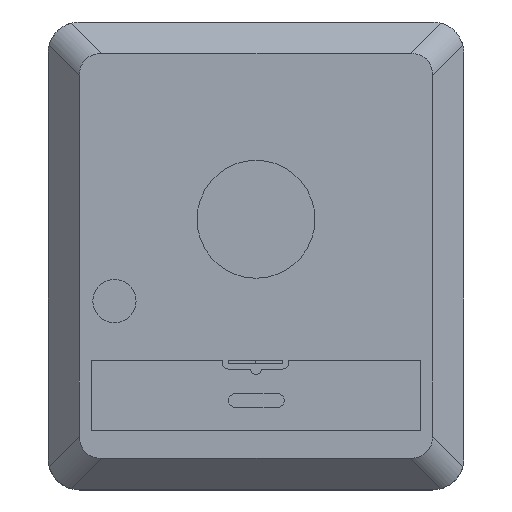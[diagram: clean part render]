
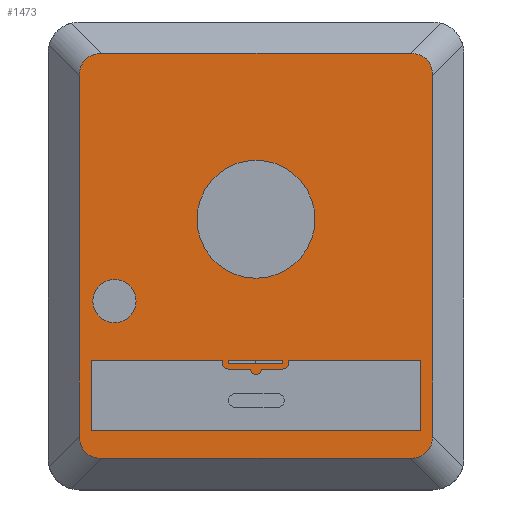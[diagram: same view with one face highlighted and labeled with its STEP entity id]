
A CAD part, top view. The second image highlights one B-rep face of the part: STEP entity #1473.
In plain terms, the highlighted planar face has unit normal (0, 0, 1).
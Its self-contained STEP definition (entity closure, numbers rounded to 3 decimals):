
#336 = VERTEX_POINT('',#337);
#337 = CARTESIAN_POINT('',(559.5,188.,0.));
#343 = EDGE_CURVE('',#344,#336,#346,.T.);
#344 = VERTEX_POINT('',#345);
#345 = CARTESIAN_POINT('',(409.5,188.,0.));
#346 = CIRCLE('',#347,75.);
#347 = AXIS2_PLACEMENT_3D('',#348,#349,#350);
#348 = CARTESIAN_POINT('',(484.5,188.,0.));
#349 = DIRECTION('',(0.,0.,1.));
#350 = DIRECTION('',(1.,0.,-0.));
#394 = VERTEX_POINT('',#395);
#395 = CARTESIAN_POINT('',(332.,84.,0.));
#401 = EDGE_CURVE('',#402,#394,#404,.T.);
#402 = VERTEX_POINT('',#403);
#403 = CARTESIAN_POINT('',(277.,84.,0.));
#404 = CIRCLE('',#405,27.5);
#405 = AXIS2_PLACEMENT_3D('',#406,#407,#408);
#406 = CARTESIAN_POINT('',(304.5,84.,0.));
#407 = DIRECTION('',(0.,0.,1.));
#408 = DIRECTION('',(1.,0.,-0.));
#568 = EDGE_CURVE('',#569,#571,#573,.T.);
#569 = VERTEX_POINT('',#570);
#570 = CARTESIAN_POINT('',(526.,9.,0.));
#571 = VERTEX_POINT('',#572);
#572 = CARTESIAN_POINT('',(694.,9.,0.));
#573 = LINE('',#574,#575);
#574 = CARTESIAN_POINT('',(0.,9.,0.));
#575 = VECTOR('',#576,1.);
#576 = DIRECTION('',(1.,0.,0.));
#599 = EDGE_CURVE('',#600,#602,#604,.T.);
#600 = VERTEX_POINT('',#601);
#601 = CARTESIAN_POINT('',(275.,-81.,0.));
#602 = VERTEX_POINT('',#603);
#603 = CARTESIAN_POINT('',(275.,9.,0.));
#604 = LINE('',#605,#606);
#605 = CARTESIAN_POINT('',(275.,0.,0.));
#606 = VECTOR('',#607,1.);
#607 = DIRECTION('',(0.,1.,0.));
#630 = EDGE_CURVE('',#631,#600,#633,.T.);
#631 = VERTEX_POINT('',#632);
#632 = CARTESIAN_POINT('',(694.,-81.,0.));
#633 = LINE('',#634,#635);
#634 = CARTESIAN_POINT('',(0.,-81.,0.));
#635 = VECTOR('',#636,1.);
#636 = DIRECTION('',(-1.,0.,0.));
#654 = EDGE_CURVE('',#571,#631,#655,.T.);
#655 = LINE('',#656,#657);
#656 = CARTESIAN_POINT('',(694.,0.,0.));
#657 = VECTOR('',#658,1.);
#658 = DIRECTION('',(0.,-1.,0.));
#672 = VERTEX_POINT('',#673);
#673 = CARTESIAN_POINT('',(442.,9.,0.));
#679 = EDGE_CURVE('',#602,#672,#680,.T.);
#680 = LINE('',#681,#682);
#681 = CARTESIAN_POINT('',(0.,9.,0.));
#682 = VECTOR('',#683,1.);
#683 = DIRECTION('',(1.,0.,0.));
#697 = VERTEX_POINT('',#698);
#698 = CARTESIAN_POINT('',(442.,5.,0.));
#704 = EDGE_CURVE('',#697,#672,#705,.T.);
#705 = LINE('',#706,#707);
#706 = CARTESIAN_POINT('',(442.,-81.,0.));
#707 = VECTOR('',#708,1.);
#708 = DIRECTION('',(0.,1.,0.));
#721 = VERTEX_POINT('',#722);
#722 = CARTESIAN_POINT('',(449.5,-2.5,0.));
#728 = EDGE_CURVE('',#697,#721,#729,.T.);
#729 = CIRCLE('',#730,7.5);
#730 = AXIS2_PLACEMENT_3D('',#731,#732,#733);
#731 = CARTESIAN_POINT('',(449.5,5.,0.));
#732 = DIRECTION('',(0.,0.,1.));
#733 = DIRECTION('',(1.,0.,-0.));
#746 = EDGE_CURVE('',#747,#569,#749,.T.);
#747 = VERTEX_POINT('',#748);
#748 = CARTESIAN_POINT('',(526.,5.,0.));
#749 = LINE('',#750,#751);
#750 = CARTESIAN_POINT('',(526.,-81.,0.));
#751 = VECTOR('',#752,1.);
#752 = DIRECTION('',(0.,1.,0.));
#770 = EDGE_CURVE('',#771,#747,#773,.T.);
#771 = VERTEX_POINT('',#772);
#772 = CARTESIAN_POINT('',(518.5,-2.5,0.));
#773 = CIRCLE('',#774,7.5);
#774 = AXIS2_PLACEMENT_3D('',#775,#776,#777);
#775 = CARTESIAN_POINT('',(518.5,5.,0.));
#776 = DIRECTION('',(0.,0.,1.));
#777 = DIRECTION('',(1.,0.,-0.));
#795 = EDGE_CURVE('',#796,#771,#798,.T.);
#796 = VERTEX_POINT('',#797);
#797 = CARTESIAN_POINT('',(491.5,-2.5,0.));
#798 = LINE('',#799,#800);
#799 = CARTESIAN_POINT('',(275.,-2.5,0.));
#800 = VECTOR('',#801,1.);
#801 = DIRECTION('',(1.,0.,0.));
#819 = EDGE_CURVE('',#820,#796,#822,.T.);
#820 = VERTEX_POINT('',#821);
#821 = CARTESIAN_POINT('',(477.5,-2.5,0.));
#822 = CIRCLE('',#823,7.);
#823 = AXIS2_PLACEMENT_3D('',#824,#825,#826);
#824 = CARTESIAN_POINT('',(484.5,-2.5,0.));
#825 = DIRECTION('',(0.,0.,1.));
#826 = DIRECTION('',(1.,0.,-0.));
#844 = EDGE_CURVE('',#721,#820,#845,.T.);
#845 = LINE('',#846,#847);
#846 = CARTESIAN_POINT('',(275.,-2.5,0.));
#847 = VECTOR('',#848,1.);
#848 = DIRECTION('',(1.,0.,0.));
#899 = EDGE_CURVE('',#900,#902,#904,.T.);
#900 = VERTEX_POINT('',#901);
#901 = CARTESIAN_POINT('',(518.5,9.,0.));
#902 = VERTEX_POINT('',#903);
#903 = CARTESIAN_POINT('',(518.5,5.,0.));
#904 = LINE('',#905,#906);
#905 = CARTESIAN_POINT('',(518.5,0.,0.));
#906 = VECTOR('',#907,1.);
#907 = DIRECTION('',(0.,-1.,0.));
#939 = EDGE_CURVE('',#940,#900,#942,.T.);
#940 = VERTEX_POINT('',#941);
#941 = CARTESIAN_POINT('',(449.5,9.,0.));
#942 = LINE('',#943,#944);
#943 = CARTESIAN_POINT('',(0.,9.,0.));
#944 = VECTOR('',#945,1.);
#945 = DIRECTION('',(1.,0.,0.));
#977 = EDGE_CURVE('',#978,#940,#980,.T.);
#978 = VERTEX_POINT('',#979);
#979 = CARTESIAN_POINT('',(449.5,5.,0.));
#980 = LINE('',#981,#982);
#981 = CARTESIAN_POINT('',(449.5,0.,0.));
#982 = VECTOR('',#983,1.);
#983 = DIRECTION('',(0.,1.,0.));
#1001 = EDGE_CURVE('',#902,#978,#1002,.T.);
#1002 = LINE('',#1003,#1004);
#1003 = CARTESIAN_POINT('',(0.,5.,0.));
#1004 = VECTOR('',#1005,1.);
#1005 = DIRECTION('',(-1.,0.,0.));
#1427 = EDGE_CURVE('',#394,#402,#1428,.T.);
#1428 = CIRCLE('',#1429,27.5);
#1429 = AXIS2_PLACEMENT_3D('',#1430,#1431,#1432);
#1430 = CARTESIAN_POINT('',(304.5,84.,0.));
#1431 = DIRECTION('',(0.,0.,1.));
#1432 = DIRECTION('',(1.,0.,-0.));
#1445 = EDGE_CURVE('',#336,#344,#1446,.T.);
#1446 = CIRCLE('',#1447,75.);
#1447 = AXIS2_PLACEMENT_3D('',#1448,#1449,#1450);
#1448 = CARTESIAN_POINT('',(484.5,188.,0.));
#1449 = DIRECTION('',(0.,0.,1.));
#1450 = DIRECTION('',(1.,0.,-0.));
#1473 = ADVANCED_FACE('',(#1474,#1480,#1484,#1488,#1502),#1572,.T.);
#1474 = FACE_BOUND('',#1475,.T.);
#1475 = EDGE_LOOP('',(#1476,#1477,#1478,#1479));
#1476 = ORIENTED_EDGE('',*,*,#899,.T.);
#1477 = ORIENTED_EDGE('',*,*,#1001,.T.);
#1478 = ORIENTED_EDGE('',*,*,#977,.T.);
#1479 = ORIENTED_EDGE('',*,*,#939,.T.);
#1480 = FACE_BOUND('',#1481,.T.);
#1481 = EDGE_LOOP('',(#1482,#1483));
#1482 = ORIENTED_EDGE('',*,*,#343,.F.);
#1483 = ORIENTED_EDGE('',*,*,#1445,.F.);
#1484 = FACE_BOUND('',#1485,.T.);
#1485 = EDGE_LOOP('',(#1486,#1487));
#1486 = ORIENTED_EDGE('',*,*,#401,.F.);
#1487 = ORIENTED_EDGE('',*,*,#1427,.F.);
#1488 = FACE_BOUND('',#1489,.T.);
#1489 = EDGE_LOOP('',(#1490,#1491,#1492,#1493,#1494,#1495,#1496,#1497,
    #1498,#1499,#1500,#1501));
#1490 = ORIENTED_EDGE('',*,*,#568,.T.);
#1491 = ORIENTED_EDGE('',*,*,#654,.T.);
#1492 = ORIENTED_EDGE('',*,*,#630,.T.);
#1493 = ORIENTED_EDGE('',*,*,#599,.T.);
#1494 = ORIENTED_EDGE('',*,*,#679,.T.);
#1495 = ORIENTED_EDGE('',*,*,#704,.F.);
#1496 = ORIENTED_EDGE('',*,*,#728,.T.);
#1497 = ORIENTED_EDGE('',*,*,#844,.T.);
#1498 = ORIENTED_EDGE('',*,*,#819,.T.);
#1499 = ORIENTED_EDGE('',*,*,#795,.T.);
#1500 = ORIENTED_EDGE('',*,*,#770,.T.);
#1501 = ORIENTED_EDGE('',*,*,#746,.T.);
#1502 = FACE_BOUND('',#1503,.T.);
#1503 = EDGE_LOOP('',(#1504,#1514,#1523,#1531,#1540,#1548,#1557,#1565));
#1504 = ORIENTED_EDGE('',*,*,#1505,.F.);
#1505 = EDGE_CURVE('',#1506,#1508,#1510,.T.);
#1506 = VERTEX_POINT('',#1507);
#1507 = CARTESIAN_POINT('',(288.284,399.,0.));
#1508 = VERTEX_POINT('',#1509);
#1509 = CARTESIAN_POINT('',(680.716,399.,0.));
#1510 = LINE('',#1511,#1512);
#1511 = CARTESIAN_POINT('',(484.5,399.,0.));
#1512 = VECTOR('',#1513,1.);
#1513 = DIRECTION('',(1.,0.,0.));
#1514 = ORIENTED_EDGE('',*,*,#1515,.T.);
#1515 = EDGE_CURVE('',#1506,#1516,#1518,.T.);
#1516 = VERTEX_POINT('',#1517);
#1517 = CARTESIAN_POINT('',(260.,370.716,0.));
#1518 = ELLIPSE('',#1519,69.282,40.);
#1519 = AXIS2_PLACEMENT_3D('',#1520,#1521,#1522);
#1520 = CARTESIAN_POINT('',(316.569,342.431,0.));
#1521 = DIRECTION('',(0.,0.,1.));
#1522 = DIRECTION('',(0.707,-0.707,0.));
#1523 = ORIENTED_EDGE('',*,*,#1524,.F.);
#1524 = EDGE_CURVE('',#1525,#1516,#1527,.T.);
#1525 = VERTEX_POINT('',#1526);
#1526 = CARTESIAN_POINT('',(260.,-87.716,0.));
#1527 = LINE('',#1528,#1529);
#1528 = CARTESIAN_POINT('',(260.,0.,0.));
#1529 = VECTOR('',#1530,1.);
#1530 = DIRECTION('',(0.,1.,0.));
#1531 = ORIENTED_EDGE('',*,*,#1532,.T.);
#1532 = EDGE_CURVE('',#1525,#1533,#1535,.T.);
#1533 = VERTEX_POINT('',#1534);
#1534 = CARTESIAN_POINT('',(288.284,-116.,0.));
#1535 = ELLIPSE('',#1536,69.282,40.);
#1536 = AXIS2_PLACEMENT_3D('',#1537,#1538,#1539);
#1537 = CARTESIAN_POINT('',(316.569,-59.431,0.));
#1538 = DIRECTION('',(0.,0.,1.));
#1539 = DIRECTION('',(0.707,0.707,-0.));
#1540 = ORIENTED_EDGE('',*,*,#1541,.F.);
#1541 = EDGE_CURVE('',#1542,#1533,#1544,.T.);
#1542 = VERTEX_POINT('',#1543);
#1543 = CARTESIAN_POINT('',(680.716,-116.,0.));
#1544 = LINE('',#1545,#1546);
#1545 = CARTESIAN_POINT('',(484.5,-116.,0.));
#1546 = VECTOR('',#1547,1.);
#1547 = DIRECTION('',(-1.,0.,0.));
#1548 = ORIENTED_EDGE('',*,*,#1549,.T.);
#1549 = EDGE_CURVE('',#1542,#1550,#1552,.T.);
#1550 = VERTEX_POINT('',#1551);
#1551 = CARTESIAN_POINT('',(709.,-87.716,0.));
#1552 = ELLIPSE('',#1553,69.282,40.);
#1553 = AXIS2_PLACEMENT_3D('',#1554,#1555,#1556);
#1554 = CARTESIAN_POINT('',(652.431,-59.431,0.));
#1555 = DIRECTION('',(0.,0.,1.));
#1556 = DIRECTION('',(0.707,-0.707,0.));
#1557 = ORIENTED_EDGE('',*,*,#1558,.F.);
#1558 = EDGE_CURVE('',#1559,#1550,#1561,.T.);
#1559 = VERTEX_POINT('',#1560);
#1560 = CARTESIAN_POINT('',(709.,370.716,0.));
#1561 = LINE('',#1562,#1563);
#1562 = CARTESIAN_POINT('',(709.,0.,0.));
#1563 = VECTOR('',#1564,1.);
#1564 = DIRECTION('',(0.,-1.,0.));
#1565 = ORIENTED_EDGE('',*,*,#1566,.T.);
#1566 = EDGE_CURVE('',#1559,#1508,#1567,.T.);
#1567 = ELLIPSE('',#1568,69.282,40.);
#1568 = AXIS2_PLACEMENT_3D('',#1569,#1570,#1571);
#1569 = CARTESIAN_POINT('',(652.431,342.431,0.));
#1570 = DIRECTION('',(0.,0.,1.));
#1571 = DIRECTION('',(0.707,0.707,-0.));
#1572 = PLANE('',#1573);
#1573 = AXIS2_PLACEMENT_3D('',#1574,#1575,#1576);
#1574 = CARTESIAN_POINT('',(0.,0.,0.));
#1575 = DIRECTION('',(0.,0.,1.));
#1576 = DIRECTION('',(1.,0.,-0.));
